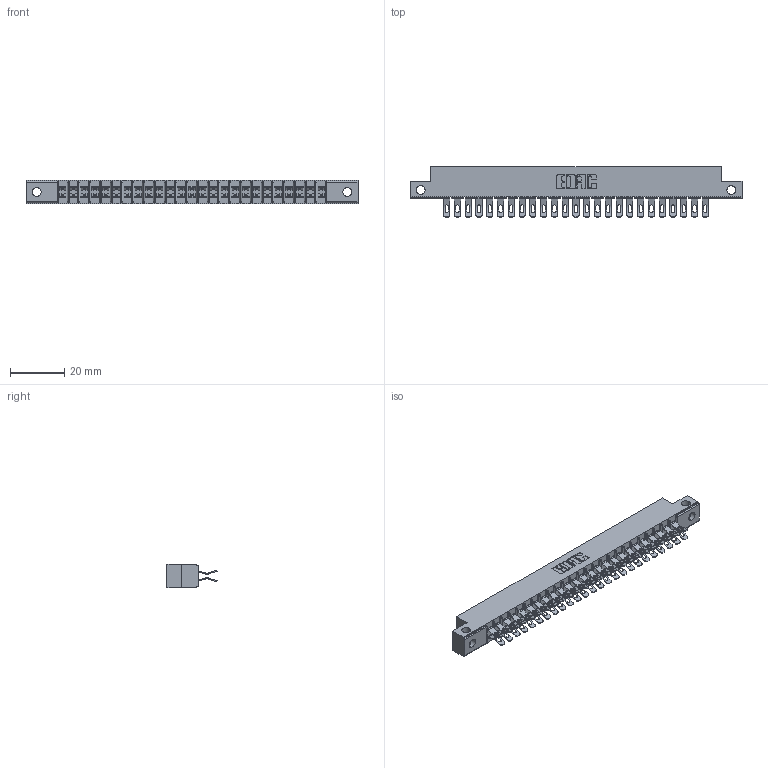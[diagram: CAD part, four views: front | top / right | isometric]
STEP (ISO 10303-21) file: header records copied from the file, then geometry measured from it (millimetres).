
FILE_DESCRIPTION (( 'STEP AP203' ), '1' );
FILE_NAME ('355-050-555-212.STEP', '2020-09-20T07:43:59', ( '' ), ( '' ), 'SwSTEP 2.0', 'SolidWorks 2020', '' );
FILE_SCHEMA (( 'CONFIG_CONTROL_DESIGN' ));
Length unit declared in the file: inch
Products named in the file (3): 355-050-555-212; 305 Part_.128 Dia; 305-290-001_555
Assembly tree (51 placements, depth 2):
  355-050-555-212
    305 Part_.128 Dia
    305-290-001_555  x50
Bounding box: 122.07 x 18.41 x 8.71 mm (x, y, z)
Volume: 7659.6 mm3; surface area: 15494.9 mm2
Topology: 51 solids, 51 shells, 3428 faces, 10227 edges, 6678 vertices
Faces by surface type: plane 1668, cylinder 1660, sphere 100
Entity records: 30168 total; most frequent: CARTESIAN_POINT 5059, ORIENTED_EDGE 4966, DIRECTION 4841, EDGE_CURVE 2483, VECTOR 1953, LINE 1953, VERTEX_POINT 1582, AXIS2_PLACEMENT_3D 1444
